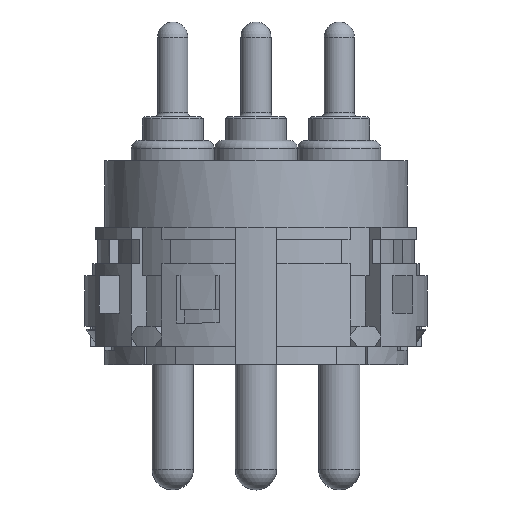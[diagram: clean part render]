
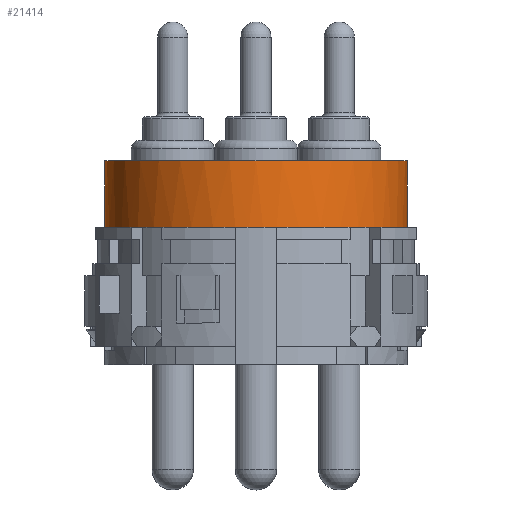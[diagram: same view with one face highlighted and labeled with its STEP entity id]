
A CAD part, top view. The second image highlights one B-rep face of the part: STEP entity #21414.
In plain terms, the highlighted cylindrical face has radius 7.5 mm (diameter 15 mm), a partial arc.
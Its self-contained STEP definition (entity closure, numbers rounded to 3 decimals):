
#3204=CARTESIAN_POINT('',(0.,6.8,0.));
#3205=DIRECTION('',(0.,1.,0.));
#3206=DIRECTION('',(0.137,0.,0.991));
#3207=AXIS2_PLACEMENT_3D('',#3204,#3205,#3206);
#3222=CARTESIAN_POINT('',(0.,6.8,0.));
#3223=DIRECTION('',(0.,1.,0.));
#3224=DIRECTION('',(0.93,0.,0.368));
#3225=AXIS2_PLACEMENT_3D('',#3222,#3223,#3224);
#3232=CARTESIAN_POINT('',(0.,6.8,0.));
#3233=DIRECTION('',(0.,1.,0.));
#3234=DIRECTION('',(-1.,0.,0.));
#3235=AXIS2_PLACEMENT_3D('',#3232,#3233,#3234);
#3250=CARTESIAN_POINT('',(0.,6.8,0.));
#3251=DIRECTION('',(0.,1.,0.));
#3252=DIRECTION('',(-0.779,0.,0.627));
#3253=AXIS2_PLACEMENT_3D('',#3250,#3251,#3252);
#3485=CARTESIAN_POINT('',(0.,6.8,0.));
#3486=DIRECTION('',(0.,1.,0.));
#3487=DIRECTION('',(0.779,0.,0.627));
#3488=AXIS2_PLACEMENT_3D('',#3485,#3486,#3487);
#3490=CARTESIAN_POINT('',(0.,6.8,0.));
#3491=DIRECTION('',(0.,1.,0.));
#3492=DIRECTION('',(-0.137,0.,0.991));
#3493=AXIS2_PLACEMENT_3D('',#3490,#3491,#3492);
#3495=CARTESIAN_POINT('',(0.,6.8,0.));
#3496=DIRECTION('',(0.,1.,0.));
#3497=DIRECTION('',(-0.93,0.,0.368));
#3498=AXIS2_PLACEMENT_3D('',#3495,#3496,#3497);
#3500=DIRECTION('',(0.,1.,0.));
#3501=VECTOR('',#3500,3.3);
#3502=CARTESIAN_POINT('',(-7.5,6.8,0.));
#3503=LINE('',#3502,#3501);
#3685=DIRECTION('',(0.,1.,0.));
#3686=VECTOR('',#3685,3.3);
#3687=CARTESIAN_POINT('',(7.5,6.8,0.));
#3688=LINE('',#3687,#3686);
#3689=CARTESIAN_POINT('',(0.,10.1,0.));
#3690=DIRECTION('',(0.,1.,0.));
#3691=DIRECTION('',(-1.,0.,0.));
#3692=AXIS2_PLACEMENT_3D('',#3689,#3690,#3691);
#15740=CARTESIAN_POINT('',(-7.5,10.1,0.));
#15741=CARTESIAN_POINT('',(7.5,10.1,0.));
#15742=VERTEX_POINT('',#15740);
#15743=VERTEX_POINT('',#15741);
#15744=CARTESIAN_POINT('',(7.5,6.8,0.));
#15745=CARTESIAN_POINT('',(-7.5,6.8,0.));
#15746=VERTEX_POINT('',#15744);
#15747=VERTEX_POINT('',#15745);
#16007=CARTESIAN_POINT('',(-1.025,6.8,7.43));
#16009=VERTEX_POINT('',#16007);
#16010=CARTESIAN_POINT('',(1.025,6.8,7.43));
#16012=VERTEX_POINT('',#16010);
#16071=CARTESIAN_POINT('',(-6.975,6.8,2.757));
#16073=VERTEX_POINT('',#16071);
#16084=CARTESIAN_POINT('',(-5.843,6.8,4.702));
#16086=VERTEX_POINT('',#16084);
#16118=CARTESIAN_POINT('',(6.975,6.8,2.757));
#16120=VERTEX_POINT('',#16118);
#16157=CARTESIAN_POINT('',(5.843,6.8,4.702));
#16159=VERTEX_POINT('',#16157);
#21392=CARTESIAN_POINT('',(0.,6.8,0.));
#21393=DIRECTION('',(0.,1.,0.));
#21394=DIRECTION('',(-1.,0.,0.));
#21395=AXIS2_PLACEMENT_3D('',#21392,#21393,#21394);
#21396=CYLINDRICAL_SURFACE('',#21395,7.5);
#21397=ORIENTED_EDGE('',*,*,#21387,.F.);
#21398=ORIENTED_EDGE('',*,*,#21081,.F.);
#21400=ORIENTED_EDGE('',*,*,#21399,.F.);
#21401=ORIENTED_EDGE('',*,*,#21101,.F.);
#21403=ORIENTED_EDGE('',*,*,#21402,.F.);
#21404=ORIENTED_EDGE('',*,*,#21093,.F.);
#21406=ORIENTED_EDGE('',*,*,#21405,.T.);
#21408=ORIENTED_EDGE('',*,*,#21407,.T.);
#21410=ORIENTED_EDGE('',*,*,#21409,.F.);
#21411=ORIENTED_EDGE('',*,*,#21089,.F.);
#21412=EDGE_LOOP('',(#21397,#21398,#21400,#21401,#21403,#21404,#21406,#21408,
#21410,#21411));
#21413=FACE_OUTER_BOUND('',#21412,.F.);
#3208=CIRCLE('',#3207,7.5);
#3226=CIRCLE('',#3225,7.5);
#3236=CIRCLE('',#3235,7.5);
#3254=CIRCLE('',#3253,7.5);
#3489=CIRCLE('',#3488,7.5);
#3494=CIRCLE('',#3493,7.5);
#3499=CIRCLE('',#3498,7.5);
#3693=CIRCLE('',#3692,7.5);
#21081=EDGE_CURVE('',#16012,#16159,#3208,.T.);
#21089=EDGE_CURVE('',#16120,#15746,#3226,.T.);
#21093=EDGE_CURVE('',#15747,#16073,#3236,.T.);
#21101=EDGE_CURVE('',#16086,#16009,#3254,.T.);
#21387=EDGE_CURVE('',#16159,#16120,#3489,.T.);
#21399=EDGE_CURVE('',#16009,#16012,#3494,.T.);
#21402=EDGE_CURVE('',#16073,#16086,#3499,.T.);
#21405=EDGE_CURVE('',#15747,#15742,#3503,.T.);
#21407=EDGE_CURVE('',#15742,#15743,#3693,.T.);
#21409=EDGE_CURVE('',#15746,#15743,#3688,.T.);
#21414=ADVANCED_FACE('',(#21413),#21396,.T.);
